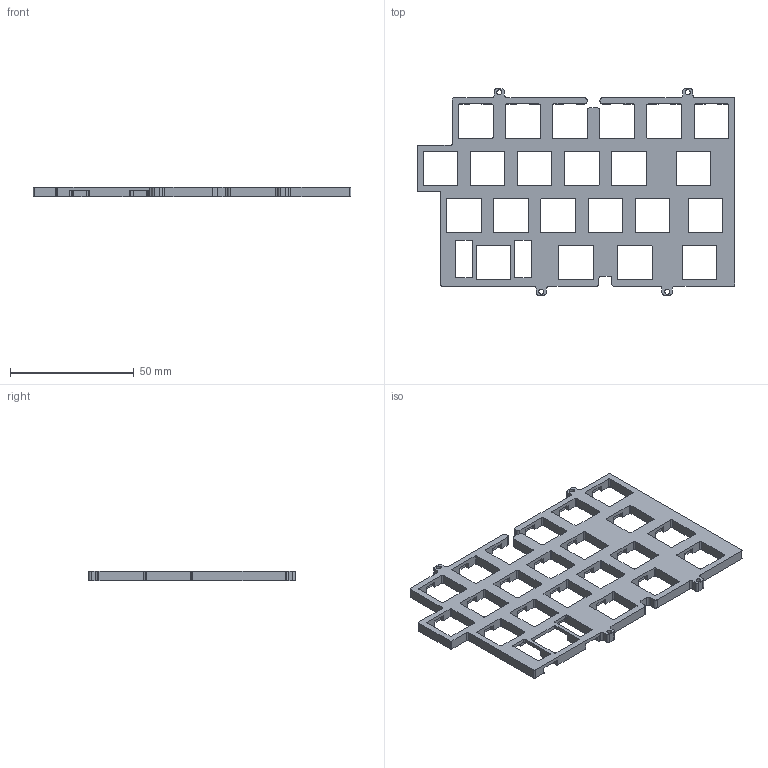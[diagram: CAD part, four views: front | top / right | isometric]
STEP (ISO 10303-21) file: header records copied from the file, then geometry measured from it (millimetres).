
FILE_DESCRIPTION(/* description */ (''),/* implementation_level */ '2;1');
FILE_NAME(/* name */ 'Plate_Right.step',/* time_stamp */ '2021-11-27T19:11:11+01:00',/* author */ (''),/* organization */ (''),/* preprocessor_version */ 'ST-DEVELOPER v18.1',/* originating_system */ 'Autodesk Translation Framework v10.10.0.1391',/* authorisation */ '');
FILE_SCHEMA (('AUTOMOTIVE_DESIGN { 1 0 10303 214 3 1 1 }'));
Length unit declared in the file: millimetre
Products named in the file (1): Plate_Right
Bounding box: 128.49 x 83.4 x 4 mm (x, y, z)
Volume: 17375.8 mm3; surface area: 16502.9 mm2
Topology: 1 solids, 1 shells, 445 faces, 1344 edges, 896 vertices
Faces by surface type: plane 307, cylinder 138
Full cylindrical faces by diameter (mm): 2 x4
Entity records: 15171 total; most frequent: ORIENTED_EDGE 2688, CARTESIAN_POINT 2686, DIRECTION 2512, EDGE_CURVE 1344, LINE 1068, VECTOR 1068, VERTEX_POINT 896, AXIS2_PLACEMENT_3D 722
